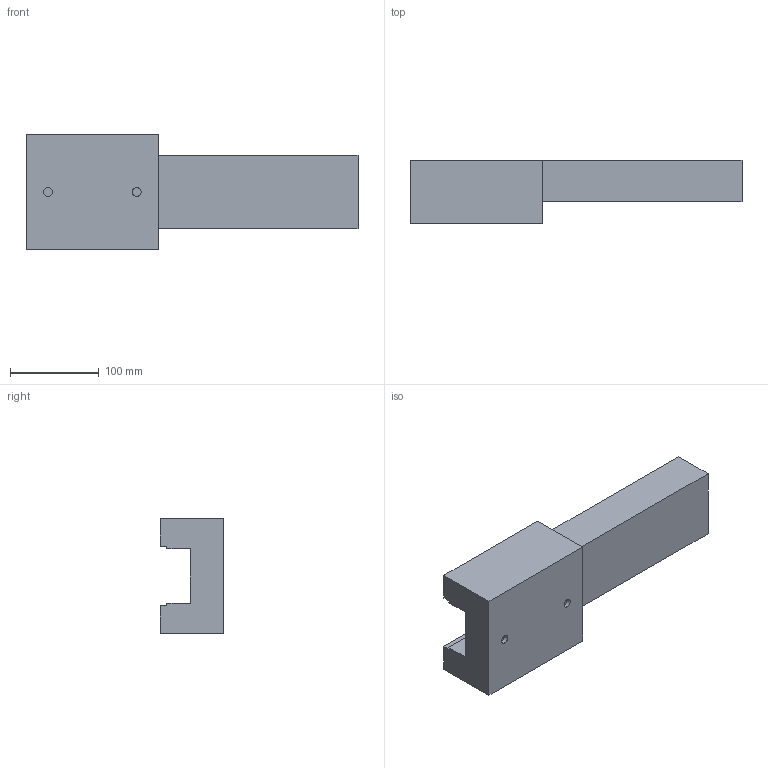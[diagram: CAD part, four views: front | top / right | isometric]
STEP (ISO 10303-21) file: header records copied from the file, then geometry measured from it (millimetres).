
FILE_DESCRIPTION(/* description */ (''),/* implementation_level */ '2;1');
FILE_NAME(/* name */ 'cradle_slide_front_mk1.stp',/* time_stamp */ '2022-12-10T13:39:17+01:00',/* author */ ('Rik Ubaghs'),/* organization */ (''),/* preprocessor_version */ 'ST-DEVELOPER v18.1',/* originating_system */ 'Autodesk Inventor 2021',/* authorisation */ '');
FILE_SCHEMA (('AUTOMOTIVE_DESIGN { 1 0 10303 214 3 1 1 }'));
Length unit declared in the file: millimetre
Products named in the file (1): cradle_slide2_mk1
Bounding box: 375 x 72 x 130 mm (x, y, z)
Volume: 1475995.3 mm3; surface area: 159341.1 mm2
Topology: 1 solids, 1 shells, 22 faces, 58 edges, 40 vertices
Faces by surface type: plane 20, cylinder 2
Full cylindrical faces by diameter (mm): 10 x2
Entity records: 754 total; most frequent: CARTESIAN_POINT 121, ORIENTED_EDGE 116, DIRECTION 112, EDGE_CURVE 58, LINE 50, VECTOR 50, VERTEX_POINT 40, AXIS2_PLACEMENT_3D 31
